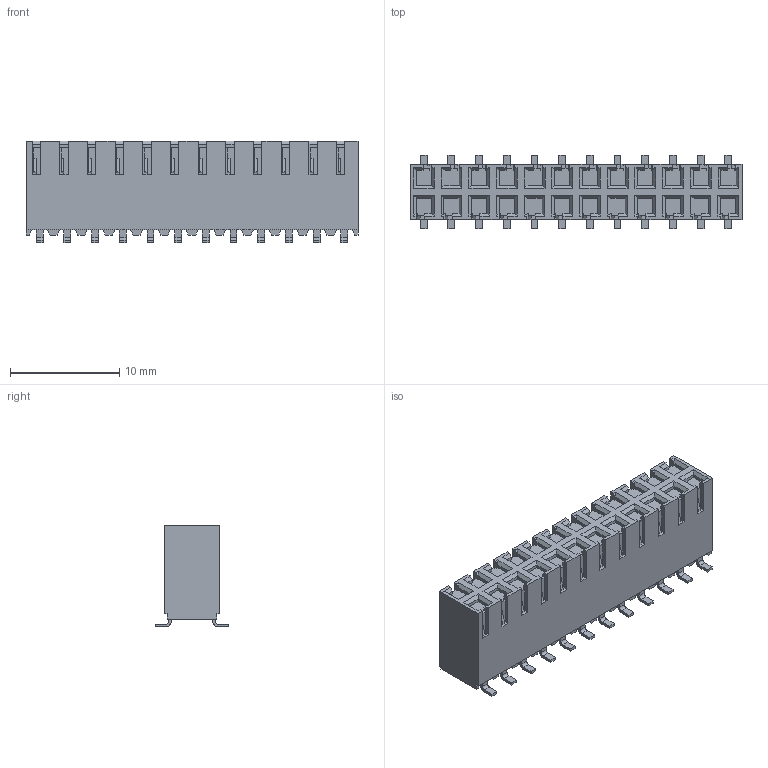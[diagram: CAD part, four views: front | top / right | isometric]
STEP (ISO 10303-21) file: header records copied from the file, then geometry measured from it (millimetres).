
FILE_DESCRIPTION((''),'2;1');
FILE_NAME('015453124','2016-12-06T',('ksrinivasara'),(''),'PRO/ENGINEER BY PARAMETRIC TECHNOLOGY CORPORATION, 2012310','PRO/ENGINEER BY PARAMETRIC TECHNOLOGY CORPORATION, 2012310','');
FILE_SCHEMA(('CONFIG_CONTROL_DESIGN'));
Length unit declared in the file: inch
Products named in the file (1): 015453124
Bounding box: 30.45 x 6.76 x 9.35 mm (x, y, z)
Volume: 1227.2 mm3; surface area: 1181.4 mm2
Topology: 1 solids, 1 shells, 789 faces, 2232 edges, 1480 vertices
Faces by surface type: plane 729, cylinder 48, bspline 12
Entity records: 25095 total; most frequent: CARTESIAN_POINT 4682, ORIENTED_EDGE 4272, DIRECTION 3884, VECTOR 2136, LINE 2136, EDGE_CURVE 2136, VERTEX_POINT 1384, AXIS2_PLACEMENT_3D 874
